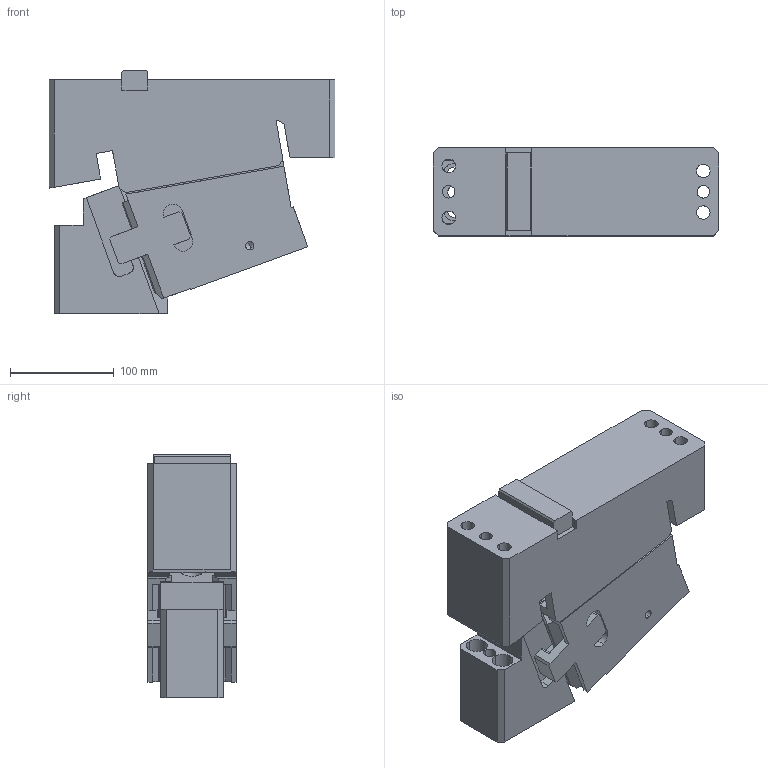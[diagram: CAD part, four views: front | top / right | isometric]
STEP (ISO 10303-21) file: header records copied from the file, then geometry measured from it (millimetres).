
FILE_DESCRIPTION(('CATIA V5 STEP Exchange'),'2;1');
FILE_NAME('CACV_F_85_70.stp','2015-04-27T06:32:06+00:00',('none'),('none'),'CATIA Version 5 Release 19 SP 2 (IN-10)','CATIA V5 STEP AP203','none');
FILE_SCHEMA(('CONFIG_CONTROL_DESIGN'));
Length unit declared in the file: millimetre
Products named in the file (1): CACV_F_85_70
Bounding box: 275 x 85 x 234 mm (x, y, z)
Volume: 3486724.1 mm3; surface area: 353423.6 mm2
Topology: 3 solids, 3 shells, 355 faces, 1005 edges, 653 vertices
Faces by surface type: plane 240, cylinder 109, cone 6
Entity records: 12126 total; most frequent: CARTESIAN_POINT 3095, ORIENTED_EDGE 1998, DIRECTION 1593, EDGE_CURVE 999, VECTOR 772, LINE 772, VERTEX_POINT 653, AXIS2_PLACEMENT_3D 483
